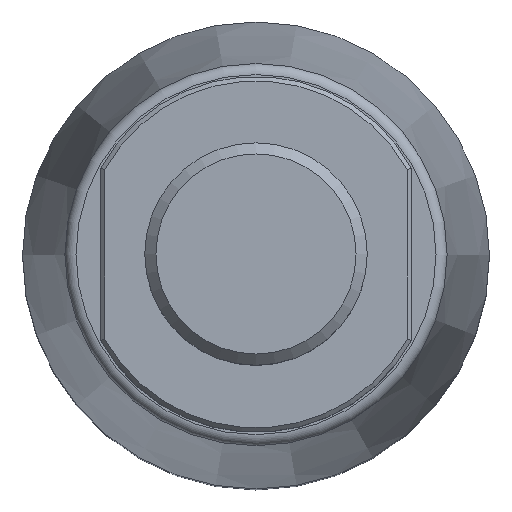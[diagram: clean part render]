
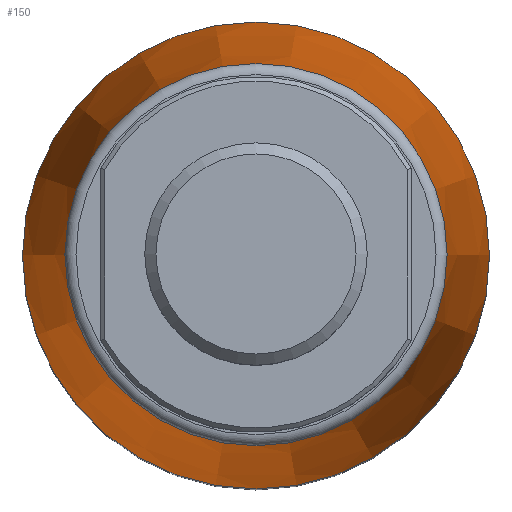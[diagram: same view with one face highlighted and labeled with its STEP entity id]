
A CAD part, top view. The second image highlights one B-rep face of the part: STEP entity #150.
In plain terms, the highlighted conical face has half-angle 4.941 degrees and reference radius 10.5 mm.
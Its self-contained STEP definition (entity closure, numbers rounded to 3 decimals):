
#150 = ADVANCED_FACE( '', ( #317, #318 ), #319, .T. );
#317 = FACE_BOUND( '', #486, .T. );
#318 = FACE_OUTER_BOUND( '', #487, .T. );
#319 = CONICAL_SURFACE( '', #488, 10.5, 0.086 );
#486 = EDGE_LOOP( '', ( #803 ) );
#487 = EDGE_LOOP( '', ( #804 ) );
#488 = AXIS2_PLACEMENT_3D( '', #805, #806, #807 );
#803 = ORIENTED_EDGE( '', *, *, #926, .T. );
#804 = ORIENTED_EDGE( '', *, *, #947, .T. );
#805 = CARTESIAN_POINT( '', ( 0., 0., 17.2 ) );
#806 = DIRECTION( '', ( 0., 0., -1. ) );
#807 = DIRECTION( '', ( -1., 0., 0. ) );
#926 = EDGE_CURVE( '', #1094, #1094, #1095, .F. );
#947 = EDGE_CURVE( '', #1119, #1119, #1120, .T. );
#1094 = VERTEX_POINT( '', #1320 );
#1095 = CIRCLE( '', #1321, 8.594 );
#1119 = VERTEX_POINT( '', #1359 );
#1120 = CIRCLE( '', #1360, 10.5 );
#1320 = CARTESIAN_POINT( '', ( 8.594, 0., 39.243 ) );
#1321 = AXIS2_PLACEMENT_3D( '', #1487, #1488, #1489 );
#1359 = CARTESIAN_POINT( '', ( 10.5, 0., 17.2 ) );
#1360 = AXIS2_PLACEMENT_3D( '', #1504, #1505, #1506 );
#1487 = CARTESIAN_POINT( '', ( 0., 0., 39.243 ) );
#1488 = DIRECTION( '', ( 0., 0., 1. ) );
#1489 = DIRECTION( '', ( 1., 0., 0. ) );
#1504 = CARTESIAN_POINT( '', ( 0., 0., 17.2 ) );
#1505 = DIRECTION( '', ( 0., 0., 1. ) );
#1506 = DIRECTION( '', ( 1., 0., 0. ) );
